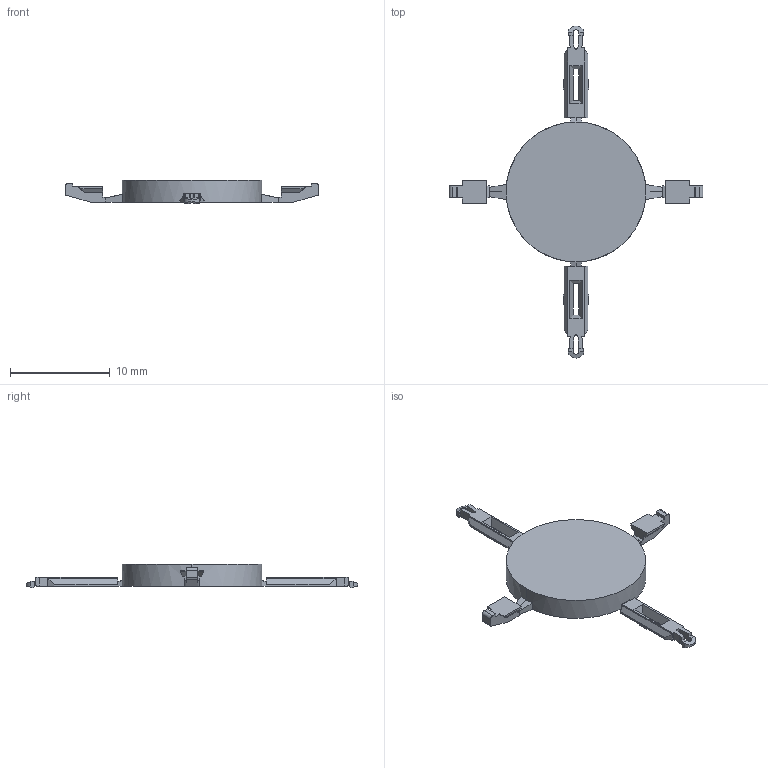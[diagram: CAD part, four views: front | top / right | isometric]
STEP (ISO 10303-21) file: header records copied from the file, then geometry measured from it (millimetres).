
FILE_DESCRIPTION(('CATIA V5 STEP Exchange','CAx-IF Rec.Pracs.--- Model Styling and Organization---1.2---2011-12-15'),'2;1');
FILE_NAME ('D1452775_0_1545710000_1545710000.stp','2018-09-20T16:32:58+00:00',('none'),('Weidmueller'),'CATIA Version 5-6 Release 2014','CATIA V5 STEP AP214','none');
FILE_SCHEMA(('AUTOMOTIVE_DESIGN { 1 0 10303 214 1 1 1 1 }'));
Length unit declared in the file: millimetre
Products named in the file (1): 1545710000
Bounding box: 25.36 x 33.23 x 2.37 mm (x, y, z)
Volume: 378.2 mm3; surface area: 587.1 mm2
Topology: 1 solids, 1 shells, 186 faces, 554 edges, 366 vertices
Faces by surface type: plane 170, cylinder 16
Entity records: 5966 total; most frequent: CARTESIAN_POINT 1248, ORIENTED_EDGE 1108, DIRECTION 770, EDGE_CURVE 554, VECTOR 476, LINE 476, VERTEX_POINT 366, EDGE_LOOP 190
